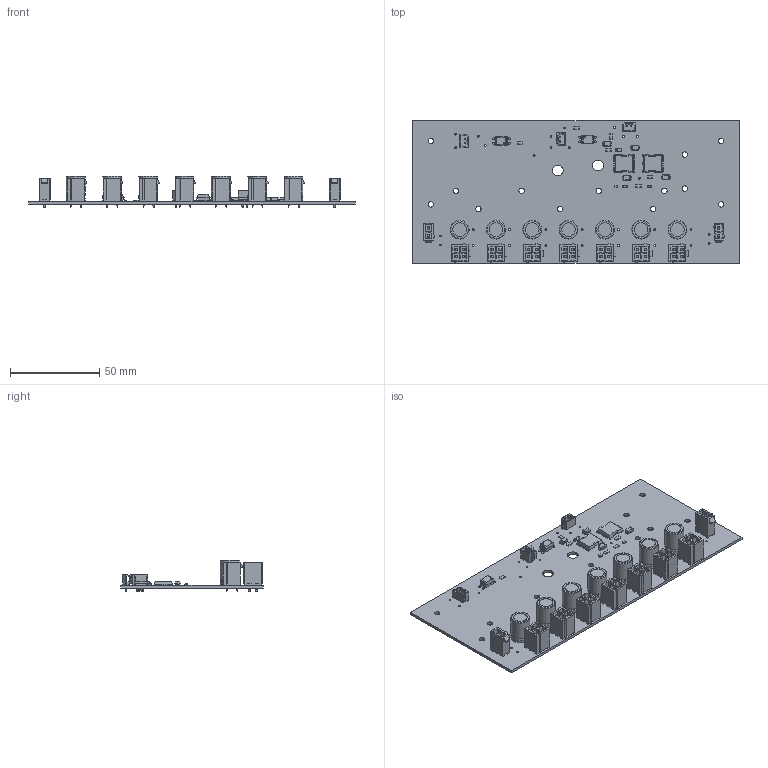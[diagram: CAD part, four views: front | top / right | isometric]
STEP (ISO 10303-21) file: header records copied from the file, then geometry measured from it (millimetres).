
FILE_DESCRIPTION(/* description */ (''),/* implementation_level */ '2;1');
FILE_NAME(/* name */ 'Rov 3 - Zasilanie silników v43.step',/* time_stamp */ '2020-05-12T03:07:05+02:00',/* author */ (''),/* organization */ (''),/* preprocessor_version */ 'ST-DEVELOPER v18',/* originating_system */ 'Autodesk Translation Framework v8.12.0.6',/* authorisation */ '');
FILE_SCHEMA (('AUTOMOTIVE_DESIGN { 1 0 10303 214 3 1 1 }'));
Length unit declared in the file: millimetre
Products named in the file (16): Rov 3 - Zasilanie silników; PCB Component; Board; E5-10,5; VARTVSP_SMA/DO-214AC; VARTVSP_SMA/DO-214AC (1); VARTVSP_SMA/DO-214AC (2); 39-28-8040; EL817S1(A)(TU)-V; BAT48(LL48)'SOD80C'; IPLU300N04S4-R8; 22-03-5025; RED; 100; 39-28-1023; 3,0
Assembly tree (43 placements, depth 3):
  Rov 3 - Zasilanie silników
    PCB Component
      Board
      E5-10,5  x7
      VARTVSP_SMA/DO-214AC
      VARTVSP_SMA/DO-214AC (1)
      VARTVSP_SMA/DO-214AC (2)  x2
      39-28-8040  x7
      EL817S1(A)(TU)-V  x2
      BAT48(LL48)'SOD80C'
      IPLU300N04S4-R8  x2
      22-03-5025  x3
      RED  x2
      100  x7
      39-28-1023  x2
      3,0  x4
Bounding box: 182.88 x 80.01 x 17.5 mm (x, y, z)
Volume: 38136.7 mm3; surface area: 48417.1 mm2
Topology: 49 solids, 49 shells, 2389 faces, 6321 edges, 4174 vertices
Faces by surface type: plane 1976, cylinder 297, torus 80, cone 24, bspline 12
Full cylindrical faces by diameter (mm): 0.6 x14, 0.7 x12, 0.8 x6, 0.9 x2, 1 x31, 1.016 x14, 1.4 x4, 1.45 x29, 1.46 x1, 1.6 x2, 3 x15, 6 x2, 7.7 x7
Entity records: 26963 total; most frequent: CARTESIAN_POINT 4573, DIRECTION 4350, ORIENTED_EDGE 4336, EDGE_CURVE 2168, LINE 1724, VECTOR 1724, VERTEX_POINT 1428, AXIS2_PLACEMENT_3D 1313
